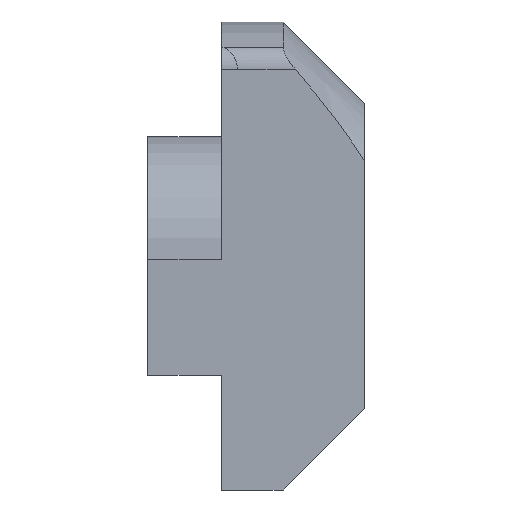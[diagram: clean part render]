
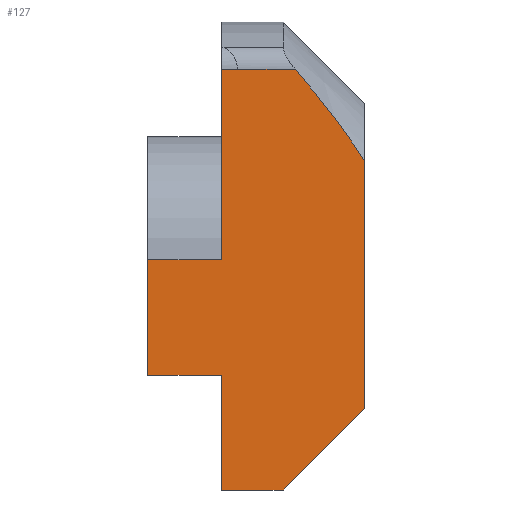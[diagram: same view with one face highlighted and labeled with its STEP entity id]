
A CAD part, left-side view. The second image highlights one B-rep face of the part: STEP entity #127.
In plain terms, the highlighted planar face has unit normal (-1, 0, 0).
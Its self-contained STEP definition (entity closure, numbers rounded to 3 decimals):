
#4 = DIRECTION ( 'NONE',  ( 0., 0., -1. ) ) ;
#10 = EDGE_CURVE ( 'NONE', #487, #142, #821, .T. ) ;
#13 = CARTESIAN_POINT ( 'NONE',  ( -4.85, 5.8, 7.578 ) ) ;
#20 = VERTEX_POINT ( 'NONE', #347 ) ;
#22 = CARTESIAN_POINT ( 'NONE',  ( -4.85, 0., -6.2 ) ) ;
#29 = EDGE_CURVE ( 'NONE', #324, #836, #513, .T. ) ;
#30 = LINE ( 'NONE', #828, #364 ) ;
#42 = EDGE_CURVE ( 'NONE', #771, #445, #535, .T. ) ;
#45 = CARTESIAN_POINT ( 'NONE',  ( -4.85, 0., 3.862 ) ) ;
#51 = DIRECTION ( 'NONE',  ( 0., 0., 1. ) ) ;
#54 = CARTESIAN_POINT ( 'NONE',  ( -4.85, 8.8, -0.15 ) ) ;
#74 = VECTOR ( 'NONE', #92, 1000. ) ;
#82 = EDGE_LOOP ( 'NONE', ( #279, #346, #138, #672, #544, #129, #823, #219, #688, #832, #459 ) ) ;
#86 = CARTESIAN_POINT ( 'NONE',  ( -4.85, 2.797, 7.578 ) ) ;
#92 = DIRECTION ( 'NONE',  ( 0., 0., 1. ) ) ;
#97 = VERTEX_POINT ( 'NONE', #423 ) ;
#127 = ADVANCED_FACE ( 'NONE', ( #592 ), #322, .T. ) ;
#129 = ORIENTED_EDGE ( 'NONE', *, *, #250, .F. ) ;
#138 = ORIENTED_EDGE ( 'NONE', *, *, #573, .T. ) ;
#142 = VERTEX_POINT ( 'NONE', #54 ) ;
#153 = EDGE_CURVE ( 'NONE', #487, #209, #541, .T. ) ;
#179 = CARTESIAN_POINT ( 'NONE',  ( -4.85, 0., -4.85 ) ) ;
#185 = DIRECTION ( 'NONE',  ( 0., 1., 0. ) ) ;
#188 = VECTOR ( 'NONE', #539, 1000. ) ;
#189 = VECTOR ( 'NONE', #318, 1000. ) ;
#195 = CARTESIAN_POINT ( 'NONE',  ( -4.85, 5.8, -4.85 ) ) ;
#200 = CARTESIAN_POINT ( 'NONE',  ( -4.85, 1.807, 6.383 ) ) ;
#209 = VERTEX_POINT ( 'NONE', #195 ) ;
#219 = ORIENTED_EDGE ( 'NONE', *, *, #153, .T. ) ;
#227 = VECTOR ( 'NONE', #837, 1000. ) ;
#236 = CARTESIAN_POINT ( 'NONE',  ( -4.85, 3.3, -9.5 ) ) ;
#250 = EDGE_CURVE ( 'NONE', #142, #836, #495, .T. ) ;
#269 = CARTESIAN_POINT ( 'NONE',  ( -4.85, 0., 0. ) ) ;
#279 = ORIENTED_EDGE ( 'NONE', *, *, #644, .T. ) ;
#280 = CARTESIAN_POINT ( 'NONE',  ( -4.85, 5.8, 7.578 ) ) ;
#298 = EDGE_CURVE ( 'NONE', #209, #404, #568, .T. ) ;
#318 = DIRECTION ( 'NONE',  ( 0., -1., 0. ) ) ;
#322 = PLANE ( 'NONE',  #712 ) ;
#324 = VERTEX_POINT ( 'NONE', #13 ) ;
#346 = ORIENTED_EDGE ( 'NONE', *, *, #595, .T. ) ;
#347 = CARTESIAN_POINT ( 'NONE',  ( -4.85, 0., 3.862 ) ) ;
#353 = VECTOR ( 'NONE', #185, 1000. ) ;
#359 = B_SPLINE_CURVE_WITH_KNOTS ( 'NONE', 3,
 ( #45, #632, #641, #200, #383, #765 ),
 .UNSPECIFIED., .F., .F.,
 ( 4, 2, 4 ),
 ( 0., 0.002, 0.005 ),
 .UNSPECIFIED. ) ;
#364 = VECTOR ( 'NONE', #588, 1000. ) ;
#367 = VECTOR ( 'NONE', #750, 1000. ) ;
#383 = CARTESIAN_POINT ( 'NONE',  ( -4.85, 2.297, 6.984 ) ) ;
#392 = LINE ( 'NONE', #269, #188 ) ;
#404 = VERTEX_POINT ( 'NONE', #422 ) ;
#422 = CARTESIAN_POINT ( 'NONE',  ( -4.85, 5.8, -9.5 ) ) ;
#423 = CARTESIAN_POINT ( 'NONE',  ( -4.85, 5.15, 7.578 ) ) ;
#431 = CARTESIAN_POINT ( 'NONE',  ( -4.85, 8.8, 0. ) ) ;
#445 = VERTEX_POINT ( 'NONE', #22 ) ;
#458 = VERTEX_POINT ( 'NONE', #86 ) ;
#459 = ORIENTED_EDGE ( 'NONE', *, *, #42, .T. ) ;
#487 = VERTEX_POINT ( 'NONE', #504 ) ;
#495 = LINE ( 'NONE', #829, #227 ) ;
#504 = CARTESIAN_POINT ( 'NONE',  ( -4.85, 8.8, -4.85 ) ) ;
#513 = LINE ( 'NONE', #280, #367 ) ;
#533 = LINE ( 'NONE', #769, #353 ) ;
#535 = LINE ( 'NONE', #236, #547 ) ;
#536 = EDGE_CURVE ( 'NONE', #404, #771, #808, .T. ) ;
#539 = DIRECTION ( 'NONE',  ( 0., 0., 1. ) ) ;
#541 = LINE ( 'NONE', #179, #189 ) ;
#544 = ORIENTED_EDGE ( 'NONE', *, *, #29, .T. ) ;
#547 = VECTOR ( 'NONE', #554, 1000. ) ;
#554 = DIRECTION ( 'NONE',  ( 0., -0.707, 0.707 ) ) ;
#557 = CARTESIAN_POINT ( 'NONE',  ( -4.85, 0., -9.5 ) ) ;
#568 = LINE ( 'NONE', #596, #714 ) ;
#573 = EDGE_CURVE ( 'NONE', #458, #97, #533, .T. ) ;
#574 = CARTESIAN_POINT ( 'NONE',  ( -4.85, 0., 7.578 ) ) ;
#588 = DIRECTION ( 'NONE',  ( 0., 1., 0. ) ) ;
#592 = FACE_OUTER_BOUND ( 'NONE', #82, .T. ) ;
#595 = EDGE_CURVE ( 'NONE', #20, #458, #359, .T. ) ;
#596 = CARTESIAN_POINT ( 'NONE',  ( -4.85, 5.8, 7.578 ) ) ;
#605 = EDGE_CURVE ( 'NONE', #97, #324, #30, .T. ) ;
#618 = DIRECTION ( 'NONE',  ( 0., -1., 0. ) ) ;
#632 = CARTESIAN_POINT ( 'NONE',  ( -4.85, 0.411, 4.523 ) ) ;
#641 = CARTESIAN_POINT ( 'NONE',  ( -4.85, 0.865, 5.152 ) ) ;
#644 = EDGE_CURVE ( 'NONE', #445, #20, #392, .T. ) ;
#672 = ORIENTED_EDGE ( 'NONE', *, *, #605, .T. ) ;
#688 = ORIENTED_EDGE ( 'NONE', *, *, #298, .T. ) ;
#712 = AXIS2_PLACEMENT_3D ( 'NONE', #574, #811, #51 ) ;
#714 = VECTOR ( 'NONE', #4, 1000. ) ;
#750 = DIRECTION ( 'NONE',  ( 0., 0., -1. ) ) ;
#756 = VECTOR ( 'NONE', #618, 1000. ) ;
#765 = CARTESIAN_POINT ( 'NONE',  ( -4.85, 2.797, 7.578 ) ) ;
#769 = CARTESIAN_POINT ( 'NONE',  ( -4.85, 0., 7.578 ) ) ;
#771 = VERTEX_POINT ( 'NONE', #807 ) ;
#807 = CARTESIAN_POINT ( 'NONE',  ( -4.85, 3.3, -9.5 ) ) ;
#808 = LINE ( 'NONE', #557, #756 ) ;
#811 = DIRECTION ( 'NONE',  ( -1., 0., 0. ) ) ;
#812 = CARTESIAN_POINT ( 'NONE',  ( -4.85, 5.8, -0.15 ) ) ;
#821 = LINE ( 'NONE', #431, #74 ) ;
#823 = ORIENTED_EDGE ( 'NONE', *, *, #10, .F. ) ;
#828 = CARTESIAN_POINT ( 'NONE',  ( -4.85, 0., 7.578 ) ) ;
#829 = CARTESIAN_POINT ( 'NONE',  ( -4.85, 0., -0.15 ) ) ;
#832 = ORIENTED_EDGE ( 'NONE', *, *, #536, .T. ) ;
#836 = VERTEX_POINT ( 'NONE', #812 ) ;
#837 = DIRECTION ( 'NONE',  ( 0., -1., 0. ) ) ;
